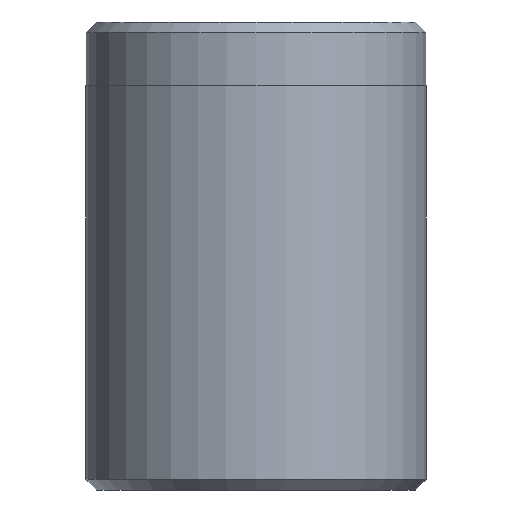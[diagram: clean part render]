
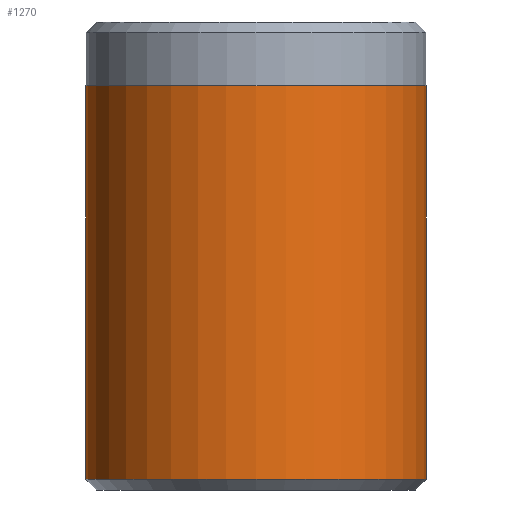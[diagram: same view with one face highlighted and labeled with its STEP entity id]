
A CAD part, front view. The second image highlights one B-rep face of the part: STEP entity #1270.
In plain terms, the highlighted cylindrical face has radius 8 mm (diameter 16 mm), a partial arc.
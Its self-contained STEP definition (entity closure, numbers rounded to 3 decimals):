
#15 = DIRECTION ( 'NONE',  ( 0., 0., 1. ) ) ;
#118 = LINE ( 'NONE', #1530, #863 ) ;
#161 = ORIENTED_EDGE ( 'NONE', *, *, #380, .T. ) ;
#188 = CARTESIAN_POINT ( 'NONE',  ( 0., 0., 22. ) ) ;
#258 = DIRECTION ( 'NONE',  ( 0., 0., -1. ) ) ;
#272 = VECTOR ( 'NONE', #1639, 1000. ) ;
#380 = EDGE_CURVE ( 'NONE', #1730, #1315, #1643, .T. ) ;
#400 = CIRCLE ( 'NONE', #966, 8. ) ;
#405 = AXIS2_PLACEMENT_3D ( 'NONE', #1841, #887, #1996 ) ;
#563 = CARTESIAN_POINT ( 'NONE',  ( -8., 0., 19. ) ) ;
#578 = ORIENTED_EDGE ( 'NONE', *, *, #1708, .F. ) ;
#625 = ORIENTED_EDGE ( 'NONE', *, *, #1616, .T. ) ;
#628 = VERTEX_POINT ( 'NONE', #563 ) ;
#659 = DIRECTION ( 'NONE',  ( 0., 0., -1. ) ) ;
#684 = CARTESIAN_POINT ( 'NONE',  ( -8., 0., 22. ) ) ;
#693 = ORIENTED_EDGE ( 'NONE', *, *, #1900, .F. ) ;
#817 = CYLINDRICAL_SURFACE ( 'NONE', #1627, 8. ) ;
#863 = VECTOR ( 'NONE', #258, 1000. ) ;
#887 = DIRECTION ( 'NONE',  ( 0., 0., 1. ) ) ;
#958 = CARTESIAN_POINT ( 'NONE',  ( 0., 0., 19. ) ) ;
#966 = AXIS2_PLACEMENT_3D ( 'NONE', #958, #15, #1125 ) ;
#1069 = LINE ( 'NONE', #684, #272 ) ;
#1125 = DIRECTION ( 'NONE',  ( 1., 0., 0. ) ) ;
#1162 = CARTESIAN_POINT ( 'NONE',  ( 8., 0., 0.5 ) ) ;
#1270 = ADVANCED_FACE ( 'NONE', ( #1380 ), #817, .T. ) ;
#1298 = DIRECTION ( 'NONE',  ( -1., 0., 0. ) ) ;
#1315 = VERTEX_POINT ( 'NONE', #1162 ) ;
#1327 = VERTEX_POINT ( 'NONE', #1947 ) ;
#1380 = FACE_OUTER_BOUND ( 'NONE', #1404, .T. ) ;
#1404 = EDGE_LOOP ( 'NONE', ( #578, #693, #625, #161 ) ) ;
#1530 = CARTESIAN_POINT ( 'NONE',  ( 8., 0., 22. ) ) ;
#1616 = EDGE_CURVE ( 'NONE', #628, #1730, #1069, .T. ) ;
#1627 = AXIS2_PLACEMENT_3D ( 'NONE', #188, #659, #1298 ) ;
#1639 = DIRECTION ( 'NONE',  ( 0., 0., -1. ) ) ;
#1643 = CIRCLE ( 'NONE', #405, 8. ) ;
#1708 = EDGE_CURVE ( 'NONE', #1327, #1315, #118, .T. ) ;
#1730 = VERTEX_POINT ( 'NONE', #2000 ) ;
#1841 = CARTESIAN_POINT ( 'NONE',  ( 0., 0., 0.5 ) ) ;
#1900 = EDGE_CURVE ( 'NONE', #628, #1327, #400, .T. ) ;
#1947 = CARTESIAN_POINT ( 'NONE',  ( 8., 0., 19. ) ) ;
#1996 = DIRECTION ( 'NONE',  ( 1., 0., 0. ) ) ;
#2000 = CARTESIAN_POINT ( 'NONE',  ( -8., 0., 0.5 ) ) ;
